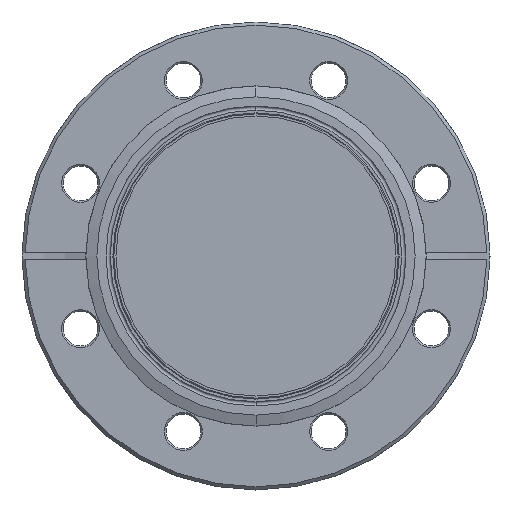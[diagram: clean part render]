
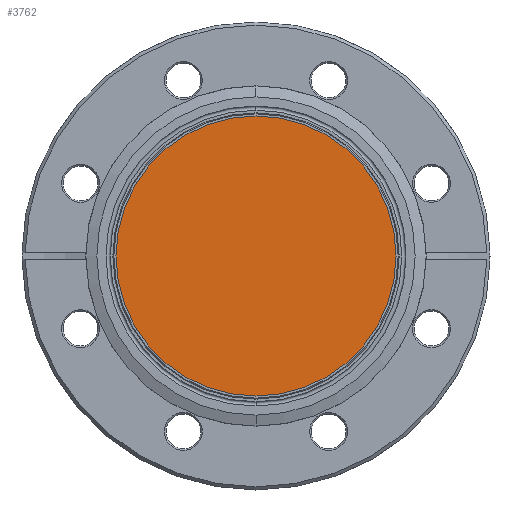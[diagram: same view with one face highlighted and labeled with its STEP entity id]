
A CAD part, left-side view. The second image highlights one B-rep face of the part: STEP entity #3762.
In plain terms, the highlighted face is planar.
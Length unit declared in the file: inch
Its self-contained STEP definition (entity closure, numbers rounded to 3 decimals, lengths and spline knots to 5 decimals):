
#92 = VERTEX_POINT ( 'NONE', #993 ) ;
#141 = EDGE_CURVE ( 'NONE', #158, #92, #1123, .T. ) ;
#158 = VERTEX_POINT ( 'NONE', #1050 ) ;
#993 = CARTESIAN_POINT ( 'NONE',  ( 1.3875, 0., 0. ) ) ;
#1050 = CARTESIAN_POINT ( 'NONE',  ( -1.3875, 0., 0. ) ) ;
#1059 = DIRECTION ( 'NONE',  ( 1., 0., 0. ) ) ;
#1120 = DIRECTION ( 'NONE',  ( 0., 0., -1. ) ) ;
#1121 = CARTESIAN_POINT ( 'NONE',  ( 0., 0., 0. ) ) ;
#1122 = AXIS2_PLACEMENT_3D ( 'NONE', #1121, #1120, #1059 ) ;
#1123 = CIRCLE ( 'NONE', #1122, 1.3875 ) ;
#2971 = DIRECTION ( 'NONE',  ( 1., 0., 0. ) ) ;
#2975 = FACE_OUTER_BOUND ( 'NONE', #3751, .T. ) ;
#2982 = DIRECTION ( 'NONE',  ( 1., 0., 0. ) ) ;
#2983 = DIRECTION ( 'NONE',  ( 0., 0., 1. ) ) ;
#2984 = CARTESIAN_POINT ( 'NONE',  ( 0., 0., 0. ) ) ;
#2985 = AXIS2_PLACEMENT_3D ( 'NONE', #2984, #2983, #2982 ) ;
#2986 = PLANE ( 'NONE',  #2985 ) ;
#2990 = CIRCLE ( 'NONE', #3003, 1.3875 ) ;
#3001 = DIRECTION ( 'NONE',  ( 0., 0., -1. ) ) ;
#3002 = CARTESIAN_POINT ( 'NONE',  ( 0., 0., 0. ) ) ;
#3003 = AXIS2_PLACEMENT_3D ( 'NONE', #3002, #3001, #2971 ) ;
#3687 = ORIENTED_EDGE ( 'NONE', *, *, #141, .T. ) ;
#3750 = EDGE_CURVE ( 'NONE', #92, #158, #2990, .T. ) ;
#3751 = EDGE_LOOP ( 'NONE', ( #3754, #3687 ) ) ;
#3754 = ORIENTED_EDGE ( 'NONE', *, *, #3750, .T. ) ;
#3762 = ADVANCED_FACE ( 'NONE', ( #2975 ), #2986, .F. ) ;
